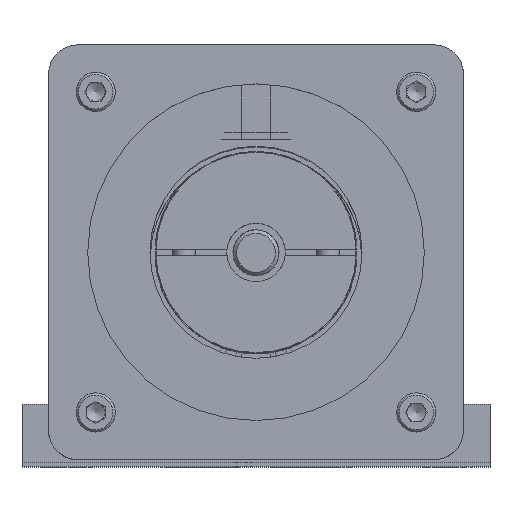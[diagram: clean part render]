
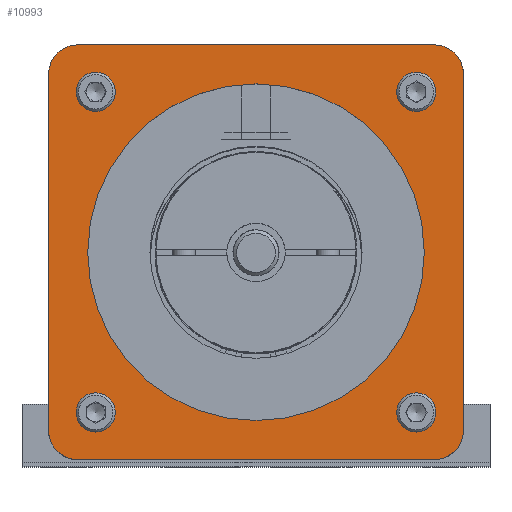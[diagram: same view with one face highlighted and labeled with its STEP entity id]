
A CAD part, top view. The second image highlights one B-rep face of the part: STEP entity #10993.
In plain terms, the highlighted planar face has unit normal (0, 0, 1).
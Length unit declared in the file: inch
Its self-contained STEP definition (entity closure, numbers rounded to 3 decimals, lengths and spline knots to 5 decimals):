
#1157 = DIRECTION ( 'NONE',  ( 0., -1., 0. ) ) ;
#1753 = EDGE_LOOP ( 'NONE', ( #13188 ) ) ;
#2149 = CARTESIAN_POINT ( 'NONE',  ( -2.63102, 2.63102, 5.489 ) ) ;
#2681 = LINE ( 'NONE', #32812, #27040 ) ;
#3547 = AXIS2_PLACEMENT_3D ( 'NONE', #19254, #32706, #24535 ) ;
#3698 = DIRECTION ( 'NONE',  ( 0., 0., 1. ) ) ;
#4439 = EDGE_LOOP ( 'NONE', ( #5987 ) ) ;
#4444 = AXIS2_PLACEMENT_3D ( 'NONE', #2149, #10141, #21217 ) ;
#4518 = AXIS2_PLACEMENT_3D ( 'NONE', #13981, #10914, #30707 ) ;
#4662 = VERTEX_POINT ( 'NONE', #26479 ) ;
#4668 = FACE_BOUND ( 'NONE', #5486, .T. ) ;
#4930 = CARTESIAN_POINT ( 'NONE',  ( -1.5225, -1.7725, 5.489 ) ) ;
#5140 = CARTESIAN_POINT ( 'NONE',  ( 1.5225, 1.7725, 5.489 ) ) ;
#5486 = EDGE_LOOP ( 'NONE', ( #21410 ) ) ;
#5960 = CIRCLE ( 'NONE', #10020, 0.09845 ) ;
#5987 = ORIENTED_EDGE ( 'NONE', *, *, #11270, .F. ) ;
#6132 = AXIS2_PLACEMENT_3D ( 'NONE', #30755, #17115, #8968 ) ;
#6349 = FACE_OUTER_BOUND ( 'NONE', #24656, .T. ) ;
#6719 = PLANE ( 'NONE',  #4444 ) ;
#6844 = VECTOR ( 'NONE', #24320, 39.37008 ) ;
#7688 = ORIENTED_EDGE ( 'NONE', *, *, #31529, .T. ) ;
#7817 = EDGE_CURVE ( 'NONE', #14488, #35773, #23961, .T. ) ;
#8000 = CARTESIAN_POINT ( 'NONE',  ( 1.37002, 1.37002, 5.489 ) ) ;
#8323 = DIRECTION ( 'NONE',  ( 0., 0., 1. ) ) ;
#8364 = EDGE_CURVE ( 'NONE', #26062, #19793, #29767, .T. ) ;
#8968 = DIRECTION ( 'NONE',  ( 0., -1., 0. ) ) ;
#9361 = VERTEX_POINT ( 'NONE', #23293 ) ;
#9502 = ORIENTED_EDGE ( 'NONE', *, *, #7817, .T. ) ;
#9657 = ORIENTED_EDGE ( 'NONE', *, *, #32742, .F. ) ;
#9724 = DIRECTION ( 'NONE',  ( 0., 0., 1. ) ) ;
#10020 = AXIS2_PLACEMENT_3D ( 'NONE', #8000, #24871, #30150 ) ;
#10141 = DIRECTION ( 'NONE',  ( 0., 0., 1. ) ) ;
#10410 = ORIENTED_EDGE ( 'NONE', *, *, #26376, .T. ) ;
#10847 = DIRECTION ( 'NONE',  ( -1., 0., 0. ) ) ;
#10914 = DIRECTION ( 'NONE',  ( 0., 0., 1. ) ) ;
#10993 = ADVANCED_FACE ( 'NONE', ( #31240, #20333, #4668, #18645, #29742, #6349 ), #6719, .T. ) ;
#11042 = CARTESIAN_POINT ( 'NONE',  ( -1.37002, 1.37002, 5.489 ) ) ;
#11166 = AXIS2_PLACEMENT_3D ( 'NONE', #23331, #9724, #29151 ) ;
#11270 = EDGE_CURVE ( 'NONE', #4662, #4662, #18357, .T. ) ;
#11803 = AXIS2_PLACEMENT_3D ( 'NONE', #18905, #24888, #29631 ) ;
#13188 = ORIENTED_EDGE ( 'NONE', *, *, #25054, .F. ) ;
#13233 = VERTEX_POINT ( 'NONE', #31093 ) ;
#13393 = CIRCLE ( 'NONE', #3547, 0.09845 ) ;
#13981 = CARTESIAN_POINT ( 'NONE',  ( -1.5225, 1.5225, 5.489 ) ) ;
#14157 = VECTOR ( 'NONE', #30163, 39.37008 ) ;
#14488 = VERTEX_POINT ( 'NONE', #33837 ) ;
#15096 = CARTESIAN_POINT ( 'NONE',  ( -1.7725, 1.5225, 5.489 ) ) ;
#15232 = ORIENTED_EDGE ( 'NONE', *, *, #31231, .T. ) ;
#15572 = EDGE_LOOP ( 'NONE', ( #9657 ) ) ;
#15762 = CARTESIAN_POINT ( 'NONE',  ( 1.7725, -1.5225, 5.489 ) ) ;
#16357 = CARTESIAN_POINT ( 'NONE',  ( 1.7725, -1.5225, 5.489 ) ) ;
#16599 = EDGE_CURVE ( 'NONE', #30094, #30094, #5960, .T. ) ;
#17115 = DIRECTION ( 'NONE',  ( 0., 0., 1. ) ) ;
#17865 = ORIENTED_EDGE ( 'NONE', *, *, #25298, .F. ) ;
#17906 = ORIENTED_EDGE ( 'NONE', *, *, #18076, .T. ) ;
#18076 = EDGE_CURVE ( 'NONE', #35773, #26062, #18903, .T. ) ;
#18319 = AXIS2_PLACEMENT_3D ( 'NONE', #11042, #8323, #25020 ) ;
#18357 = CIRCLE ( 'NONE', #29960, 1.4385 ) ;
#18645 = FACE_BOUND ( 'NONE', #1753, .T. ) ;
#18853 = VERTEX_POINT ( 'NONE', #27255 ) ;
#18903 = LINE ( 'NONE', #26900, #14157 ) ;
#18905 = CARTESIAN_POINT ( 'NONE',  ( 1.5225, -1.5225, 5.489 ) ) ;
#19254 = CARTESIAN_POINT ( 'NONE',  ( -1.37002, -1.37002, 5.489 ) ) ;
#19793 = VERTEX_POINT ( 'NONE', #16357 ) ;
#19847 = AXIS2_PLACEMENT_3D ( 'NONE', #28570, #3698, #1157 ) ;
#20160 = CIRCLE ( 'NONE', #4518, 0.25 ) ;
#20333 = FACE_BOUND ( 'NONE', #26082, .T. ) ;
#21217 = DIRECTION ( 'NONE',  ( 0., -1., 0. ) ) ;
#21410 = ORIENTED_EDGE ( 'NONE', *, *, #16599, .F. ) ;
#23293 = CARTESIAN_POINT ( 'NONE',  ( -1.7725, 1.5225, 5.489 ) ) ;
#23331 = CARTESIAN_POINT ( 'NONE',  ( -1.5225, -1.5225, 5.489 ) ) ;
#23884 = VERTEX_POINT ( 'NONE', #34614 ) ;
#23961 = CIRCLE ( 'NONE', #11166, 0.25 ) ;
#24074 = CARTESIAN_POINT ( 'NONE',  ( 0., 0., 5.489 ) ) ;
#24135 = VERTEX_POINT ( 'NONE', #5140 ) ;
#24320 = DIRECTION ( 'NONE',  ( 0., 1., 0. ) ) ;
#24535 = DIRECTION ( 'NONE',  ( -1., 0., 0. ) ) ;
#24656 = EDGE_LOOP ( 'NONE', ( #17906, #31466, #27609, #10410, #34802, #7688, #15232, #9502 ) ) ;
#24871 = DIRECTION ( 'NONE',  ( 0., 0., 1. ) ) ;
#24888 = DIRECTION ( 'NONE',  ( 0., 0., 1. ) ) ;
#25020 = DIRECTION ( 'NONE',  ( 0., 1., 0. ) ) ;
#25054 = EDGE_CURVE ( 'NONE', #26433, #26433, #31079, .T. ) ;
#25298 = EDGE_CURVE ( 'NONE', #23884, #23884, #33982, .T. ) ;
#25657 = VERTEX_POINT ( 'NONE', #28390 ) ;
#25689 = EDGE_CURVE ( 'NONE', #24135, #18853, #2681, .T. ) ;
#26062 = VERTEX_POINT ( 'NONE', #35488 ) ;
#26082 = EDGE_LOOP ( 'NONE', ( #17865 ) ) ;
#26376 = EDGE_CURVE ( 'NONE', #13233, #24135, #30873, .T. ) ;
#26433 = VERTEX_POINT ( 'NONE', #29348 ) ;
#26479 = CARTESIAN_POINT ( 'NONE',  ( 0., -1.4385, 5.489 ) ) ;
#26900 = CARTESIAN_POINT ( 'NONE',  ( -1.5225, -1.7725, 5.489 ) ) ;
#27040 = VECTOR ( 'NONE', #10847, 39.37008 ) ;
#27255 = CARTESIAN_POINT ( 'NONE',  ( -1.5225, 1.7725, 5.489 ) ) ;
#27609 = ORIENTED_EDGE ( 'NONE', *, *, #31938, .T. ) ;
#28205 = LINE ( 'NONE', #15096, #31740 ) ;
#28390 = CARTESIAN_POINT ( 'NONE',  ( -1.46847, -1.37002, 5.489 ) ) ;
#28570 = CARTESIAN_POINT ( 'NONE',  ( 1.5225, 1.5225, 5.489 ) ) ;
#29151 = DIRECTION ( 'NONE',  ( 0., -1., 0. ) ) ;
#29348 = CARTESIAN_POINT ( 'NONE',  ( 1.37002, -1.46847, 5.489 ) ) ;
#29631 = DIRECTION ( 'NONE',  ( 0., 1., 0. ) ) ;
#29742 = FACE_BOUND ( 'NONE', #4439, .T. ) ;
#29767 = CIRCLE ( 'NONE', #11803, 0.25 ) ;
#29960 = AXIS2_PLACEMENT_3D ( 'NONE', #24074, #35154, #32415 ) ;
#30094 = VERTEX_POINT ( 'NONE', #32981 ) ;
#30150 = DIRECTION ( 'NONE',  ( 1., 0., 0. ) ) ;
#30163 = DIRECTION ( 'NONE',  ( 1., 0., 0. ) ) ;
#30707 = DIRECTION ( 'NONE',  ( 0., -1., 0. ) ) ;
#30755 = CARTESIAN_POINT ( 'NONE',  ( 1.37002, -1.37002, 5.489 ) ) ;
#30873 = CIRCLE ( 'NONE', #19847, 0.25 ) ;
#31079 = CIRCLE ( 'NONE', #6132, 0.09845 ) ;
#31093 = CARTESIAN_POINT ( 'NONE',  ( 1.7725, 1.5225, 5.489 ) ) ;
#31231 = EDGE_CURVE ( 'NONE', #9361, #14488, #28205, .T. ) ;
#31240 = FACE_BOUND ( 'NONE', #15572, .T. ) ;
#31270 = DIRECTION ( 'NONE',  ( 0., -1., 0. ) ) ;
#31466 = ORIENTED_EDGE ( 'NONE', *, *, #8364, .T. ) ;
#31529 = EDGE_CURVE ( 'NONE', #18853, #9361, #20160, .T. ) ;
#31740 = VECTOR ( 'NONE', #31270, 39.37008 ) ;
#31938 = EDGE_CURVE ( 'NONE', #19793, #13233, #32843, .T. ) ;
#32415 = DIRECTION ( 'NONE',  ( 0., -1., 0. ) ) ;
#32706 = DIRECTION ( 'NONE',  ( 0., 0., 1. ) ) ;
#32742 = EDGE_CURVE ( 'NONE', #25657, #25657, #13393, .T. ) ;
#32812 = CARTESIAN_POINT ( 'NONE',  ( 1.5225, 1.7725, 5.489 ) ) ;
#32843 = LINE ( 'NONE', #15762, #6844 ) ;
#32981 = CARTESIAN_POINT ( 'NONE',  ( 1.46847, 1.37002, 5.489 ) ) ;
#33837 = CARTESIAN_POINT ( 'NONE',  ( -1.7725, -1.5225, 5.489 ) ) ;
#33982 = CIRCLE ( 'NONE', #18319, 0.09845 ) ;
#34614 = CARTESIAN_POINT ( 'NONE',  ( -1.37002, 1.46847, 5.489 ) ) ;
#34802 = ORIENTED_EDGE ( 'NONE', *, *, #25689, .T. ) ;
#35154 = DIRECTION ( 'NONE',  ( 0., 0., 1. ) ) ;
#35488 = CARTESIAN_POINT ( 'NONE',  ( 1.5225, -1.7725, 5.489 ) ) ;
#35773 = VERTEX_POINT ( 'NONE', #4930 ) ;
